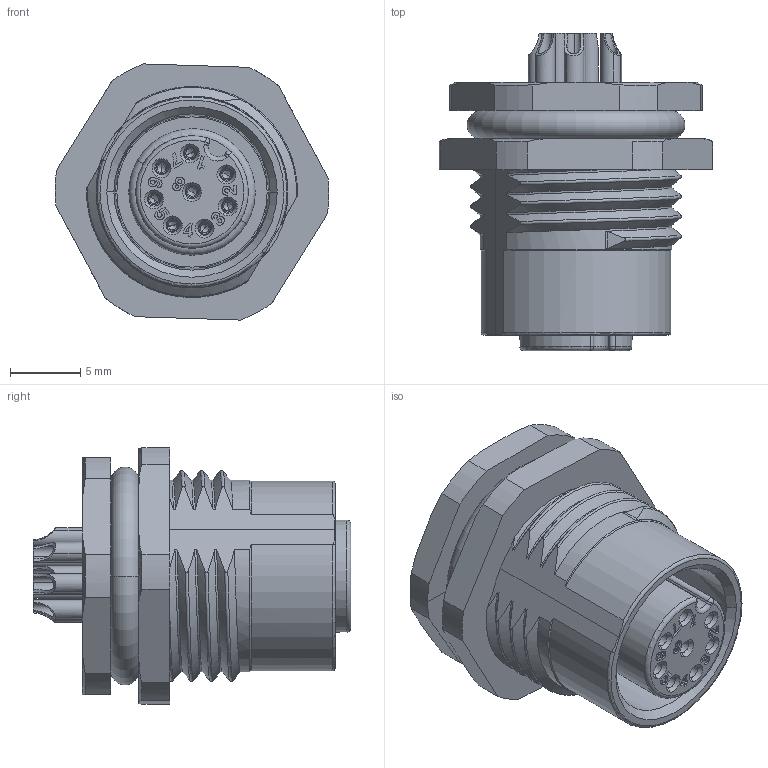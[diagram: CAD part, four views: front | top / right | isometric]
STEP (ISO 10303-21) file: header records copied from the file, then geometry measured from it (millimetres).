
FILE_DESCRIPTION((''),'2;1');
FILE_NAME('PRT0001','2023-12-25T',('13531'),(''),'PRO/ENGINEER BY PARAMETRIC TECHNOLOGY CORPORATION, 2012480','PRO/ENGINEER BY PARAMETRIC TECHNOLOGY CORPORATION, 2012480','');
FILE_SCHEMA(('CONFIG_CONTROL_DESIGN'));
Length unit declared in the file: millimetre
Products named in the file (1): PRT0001
Bounding box: 19.5 x 22.6 x 18.23 mm (x, y, z)
Volume: 2825.3 mm3; surface area: 3148.8 mm2
Topology: 1 solids, 1 shells, 613 faces, 1777 edges, 1165 vertices
Faces by surface type: cone 154, plane 149, cylinder 131, extrusion 110, torus 36, bspline 31, sphere 2
Entity records: 25188 total; most frequent: CARTESIAN_POINT 9896, ORIENTED_EDGE 3486, DIRECTION 2726, EDGE_CURVE 1743, VERTEX_POINT 1165, AXIS2_PLACEMENT_3D 1005, VECTOR 716, B_SPLINE_CURVE_WITH_KNOTS 714
